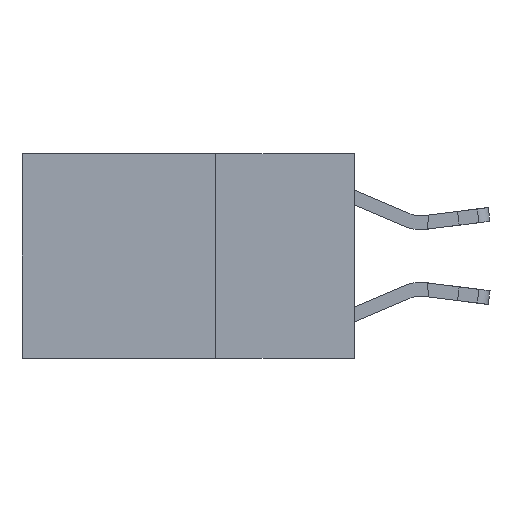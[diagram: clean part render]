
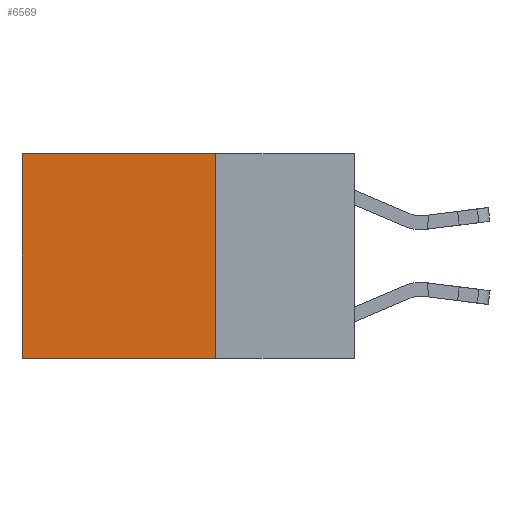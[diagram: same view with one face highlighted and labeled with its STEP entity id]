
A CAD part, left-side view. The second image highlights one B-rep face of the part: STEP entity #6569.
In plain terms, the highlighted planar face has unit normal (-1, 0, 0).
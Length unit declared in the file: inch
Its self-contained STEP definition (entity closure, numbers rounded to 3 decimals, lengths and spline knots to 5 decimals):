
#393 = ORIENTED_EDGE ( 'NONE', *, *, #6962, .F. ) ;
#543 = DIRECTION ( 'NONE',  ( 0., 0., -1. ) ) ;
#699 = DIRECTION ( 'NONE',  ( 0., 1., 0. ) ) ;
#880 = EDGE_CURVE ( 'NONE', #9847, #11798, #9172, .T. ) ;
#918 = DIRECTION ( 'NONE',  ( 0., 1., 0. ) ) ;
#1371 = CARTESIAN_POINT ( 'NONE',  ( 0.2625, 0.25, 0. ) ) ;
#1511 = ORIENTED_EDGE ( 'NONE', *, *, #3927, .F. ) ;
#1778 = VECTOR ( 'NONE', #543, 39.37008 ) ;
#1871 = CARTESIAN_POINT ( 'NONE',  ( 0.2625, 0.25, 0. ) ) ;
#1970 = ORIENTED_EDGE ( 'NONE', *, *, #9907, .T. ) ;
#2277 = CARTESIAN_POINT ( 'NONE',  ( 0.2625, 0.25, -0.37 ) ) ;
#2920 = CARTESIAN_POINT ( 'NONE',  ( 0.2625, 0.25, -0.37 ) ) ;
#3213 = CARTESIAN_POINT ( 'NONE',  ( 0.2625, 0.6, 0. ) ) ;
#3828 = EDGE_LOOP ( 'NONE', ( #8163, #393, #1511, #1970 ) ) ;
#3927 = EDGE_CURVE ( 'NONE', #4699, #6402, #7685, .T. ) ;
#4055 = VECTOR ( 'NONE', #699, 39.37008 ) ;
#4343 = LINE ( 'NONE', #8240, #4055 ) ;
#4658 = AXIS2_PLACEMENT_3D ( 'NONE', #1371, #10578, #5266 ) ;
#4699 = VERTEX_POINT ( 'NONE', #1871 ) ;
#4712 = VECTOR ( 'NONE', #7868, 39.37008 ) ;
#4942 = VECTOR ( 'NONE', #918, 39.37008 ) ;
#5266 = DIRECTION ( 'NONE',  ( 0., 0., -1. ) ) ;
#6402 = VERTEX_POINT ( 'NONE', #2277 ) ;
#6569 = ADVANCED_FACE ( 'NONE', ( #8829 ), #8802, .F. ) ;
#6962 = EDGE_CURVE ( 'NONE', #6402, #11798, #9938, .T. ) ;
#7461 = CARTESIAN_POINT ( 'NONE',  ( 0.2625, 0.6, -0.37 ) ) ;
#7685 = LINE ( 'NONE', #11564, #1778 ) ;
#7868 = DIRECTION ( 'NONE',  ( 0., 0., -1. ) ) ;
#8163 = ORIENTED_EDGE ( 'NONE', *, *, #880, .T. ) ;
#8240 = CARTESIAN_POINT ( 'NONE',  ( 0.2625, 0.25, 0. ) ) ;
#8802 = PLANE ( 'NONE',  #4658 ) ;
#8829 = FACE_OUTER_BOUND ( 'NONE', #3828, .T. ) ;
#9027 = CARTESIAN_POINT ( 'NONE',  ( 0.2625, 0.6, 0. ) ) ;
#9172 = LINE ( 'NONE', #3213, #4712 ) ;
#9847 = VERTEX_POINT ( 'NONE', #9027 ) ;
#9907 = EDGE_CURVE ( 'NONE', #4699, #9847, #4343, .T. ) ;
#9938 = LINE ( 'NONE', #2920, #4942 ) ;
#10578 = DIRECTION ( 'NONE',  ( 1., 0., 0. ) ) ;
#11564 = CARTESIAN_POINT ( 'NONE',  ( 0.2625, 0.25, 0. ) ) ;
#11798 = VERTEX_POINT ( 'NONE', #7461 ) ;
